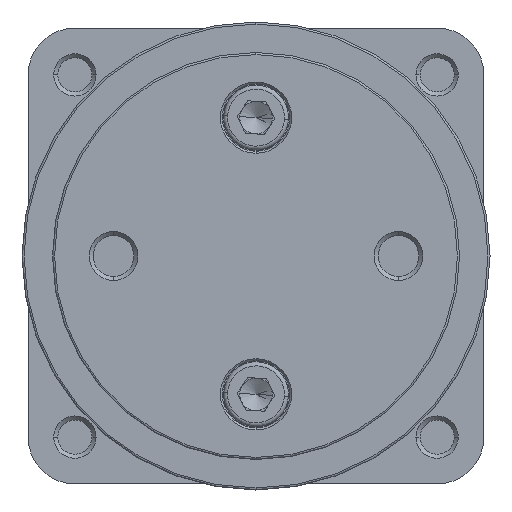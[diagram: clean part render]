
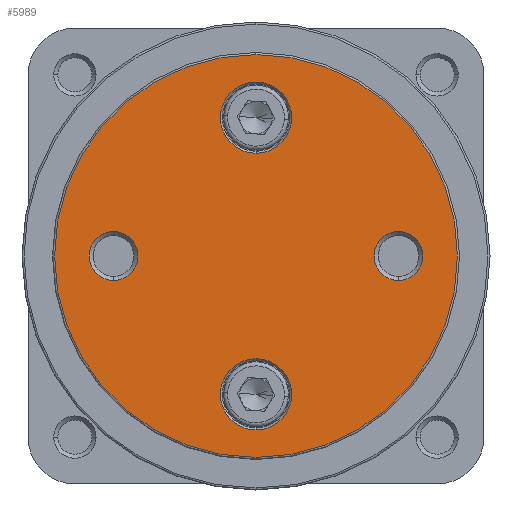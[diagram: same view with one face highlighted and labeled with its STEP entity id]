
A CAD part, left-side view. The second image highlights one B-rep face of the part: STEP entity #5989.
In plain terms, the highlighted planar face has unit normal (-1, 0, 0).
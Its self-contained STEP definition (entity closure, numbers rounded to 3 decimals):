
#649 = VERTEX_POINT ( 'NONE', #1564 ) ;
#650 = VERTEX_POINT ( 'NONE', #1588 ) ;
#655 = VERTEX_POINT ( 'NONE', #1579 ) ;
#656 = VERTEX_POINT ( 'NONE', #1591 ) ;
#730 = ORIENTED_EDGE ( 'NONE', *, *, #6523, .T. ) ;
#731 = ORIENTED_EDGE ( 'NONE', *, *, #6470, .T. ) ;
#735 = ORIENTED_EDGE ( 'NONE', *, *, #6569, .T. ) ;
#736 = ORIENTED_EDGE ( 'NONE', *, *, #6555, .T. ) ;
#751 = ORIENTED_EDGE ( 'NONE', *, *, #6475, .T. ) ;
#754 = ORIENTED_EDGE ( 'NONE', *, *, #6481, .T. ) ;
#755 = ORIENTED_EDGE ( 'NONE', *, *, #6469, .T. ) ;
#757 = ORIENTED_EDGE ( 'NONE', *, *, #6527, .T. ) ;
#774 = ORIENTED_EDGE ( 'NONE', *, *, #6559, .T. ) ;
#781 = ORIENTED_EDGE ( 'NONE', *, *, #6474, .T. ) ;
#1200 = VERTEX_POINT ( 'NONE', #1597 ) ;
#1204 = VERTEX_POINT ( 'NONE', #1599 ) ;
#1229 = VERTEX_POINT ( 'NONE', #1623 ) ;
#1231 = VERTEX_POINT ( 'NONE', #1625 ) ;
#1564 = CARTESIAN_POINT ( 'NONE',  ( 0., -35., 6. ) ) ;
#1579 = CARTESIAN_POINT ( 'NONE',  ( 0., 35., 6. ) ) ;
#1588 = CARTESIAN_POINT ( 'NONE',  ( 0., -35., -6. ) ) ;
#1591 = CARTESIAN_POINT ( 'NONE',  ( 0., 35., -6. ) ) ;
#1597 = CARTESIAN_POINT ( 'NONE',  ( 0., 0., 42.75 ) ) ;
#1599 = CARTESIAN_POINT ( 'NONE',  ( 0., 0., 25.25 ) ) ;
#1623 = CARTESIAN_POINT ( 'NONE',  ( 0., 0., -25.25 ) ) ;
#1625 = CARTESIAN_POINT ( 'NONE',  ( 0., 0., -42.75 ) ) ;
#1942 = CARTESIAN_POINT ( 'NONE',  ( 0., 0., 49.5 ) ) ;
#1947 = CARTESIAN_POINT ( 'NONE',  ( 0., 0., -49.5 ) ) ;
#2013 = CARTESIAN_POINT ( 'NONE',  ( 0., 0., 0. ) ) ;
#2014 = PLANE ( 'NONE',  #6901 ) ;
#2017 = DIRECTION ( 'NONE',  ( 1., 0., 0. ) ) ;
#2018 = DIRECTION ( 'NONE',  ( 0., 0., -1. ) ) ;
#2830 = EDGE_LOOP ( 'NONE', ( #774, #781 ) ) ;
#3066 = EDGE_LOOP ( 'NONE', ( #730, #754 ) ) ;
#3067 = EDGE_LOOP ( 'NONE', ( #757, #751 ) ) ;
#3076 = EDGE_LOOP ( 'NONE', ( #736, #755 ) ) ;
#3077 = EDGE_LOOP ( 'NONE', ( #731, #735 ) ) ;
#3139 = FACE_OUTER_BOUND ( 'NONE', #3077, .T. ) ;
#3142 = FACE_BOUND ( 'NONE', #3067, .T. ) ;
#3149 = FACE_BOUND ( 'NONE', #3076, .T. ) ;
#3151 = FACE_BOUND ( 'NONE', #2830, .T. ) ;
#3153 = FACE_BOUND ( 'NONE', #3066, .T. ) ;
#3958 = VERTEX_POINT ( 'NONE', #1942 ) ;
#4269 = VERTEX_POINT ( 'NONE', #1947 ) ;
#4598 = CARTESIAN_POINT ( 'NONE',  ( 0., 0., -34. ) ) ;
#4599 = DIRECTION ( 'NONE',  ( 1., 0., 0. ) ) ;
#4600 = DIRECTION ( 'NONE',  ( 0., 0., -1. ) ) ;
#4601 = CARTESIAN_POINT ( 'NONE',  ( 0., 0., 0. ) ) ;
#4602 = DIRECTION ( 'NONE',  ( -1., 0., 0. ) ) ;
#4603 = DIRECTION ( 'NONE',  ( 0., 0., -1. ) ) ;
#4613 = CARTESIAN_POINT ( 'NONE',  ( 0., 0., 34. ) ) ;
#4614 = DIRECTION ( 'NONE',  ( 1., 0., 0. ) ) ;
#4615 = DIRECTION ( 'NONE',  ( 0., 0., -1. ) ) ;
#4616 = CARTESIAN_POINT ( 'NONE',  ( 0., 35., 0. ) ) ;
#4617 = DIRECTION ( 'NONE',  ( 1., 0., 0. ) ) ;
#4618 = DIRECTION ( 'NONE',  ( 0., 0., -1. ) ) ;
#4635 = CARTESIAN_POINT ( 'NONE',  ( 0., -35., 0. ) ) ;
#4636 = DIRECTION ( 'NONE',  ( 1., 0., 0. ) ) ;
#4637 = DIRECTION ( 'NONE',  ( 0., 0., -1. ) ) ;
#4733 = CARTESIAN_POINT ( 'NONE',  ( 0., -35., 0. ) ) ;
#4734 = DIRECTION ( 'NONE',  ( 1., 0., 0. ) ) ;
#4735 = DIRECTION ( 'NONE',  ( 0., 0., -1. ) ) ;
#4743 = CARTESIAN_POINT ( 'NONE',  ( 0., 35., 0. ) ) ;
#4744 = DIRECTION ( 'NONE',  ( 1., 0., 0. ) ) ;
#4745 = DIRECTION ( 'NONE',  ( 0., 0., -1. ) ) ;
#4813 = CARTESIAN_POINT ( 'NONE',  ( 0., 0., -34. ) ) ;
#4814 = DIRECTION ( 'NONE',  ( 1., 0., 0. ) ) ;
#4815 = DIRECTION ( 'NONE',  ( 0., 0., -1. ) ) ;
#4824 = CARTESIAN_POINT ( 'NONE',  ( 0., 0., 34. ) ) ;
#4825 = DIRECTION ( 'NONE',  ( 1., 0., 0. ) ) ;
#4826 = DIRECTION ( 'NONE',  ( 0., 0., -1. ) ) ;
#4849 = CARTESIAN_POINT ( 'NONE',  ( 0., 0., 0. ) ) ;
#4856 = DIRECTION ( 'NONE',  ( -1., 0., 0. ) ) ;
#4857 = DIRECTION ( 'NONE',  ( 0., 0., -1. ) ) ;
#5332 = CIRCLE ( 'NONE', #7259, 8.75 ) ;
#5333 = CIRCLE ( 'NONE', #7260, 49.5 ) ;
#5337 = CIRCLE ( 'NONE', #7264, 8.75 ) ;
#5338 = CIRCLE ( 'NONE', #7265, 6. ) ;
#5346 = CIRCLE ( 'NONE', #7271, 6. ) ;
#5414 = CIRCLE ( 'NONE', #7286, 6. ) ;
#5420 = CIRCLE ( 'NONE', #7290, 6. ) ;
#5462 = CIRCLE ( 'NONE', #7304, 8.75 ) ;
#5464 = CIRCLE ( 'NONE', #7306, 8.75 ) ;
#5475 = CIRCLE ( 'NONE', #7316, 49.5 ) ;
#5989 = ADVANCED_FACE ( 'NONE', ( #3139, #3149, #3151, #3153, #3142 ), #2014, .F. ) ;
#6469 = EDGE_CURVE ( 'NONE', #1231, #1229, #5332, .T. ) ;
#6470 = EDGE_CURVE ( 'NONE', #4269, #3958, #5333, .T. ) ;
#6474 = EDGE_CURVE ( 'NONE', #1204, #1200, #5337, .T. ) ;
#6475 = EDGE_CURVE ( 'NONE', #656, #655, #5338, .T. ) ;
#6481 = EDGE_CURVE ( 'NONE', #650, #649, #5346, .T. ) ;
#6523 = EDGE_CURVE ( 'NONE', #649, #650, #5414, .T. ) ;
#6527 = EDGE_CURVE ( 'NONE', #655, #656, #5420, .T. ) ;
#6555 = EDGE_CURVE ( 'NONE', #1229, #1231, #5462, .T. ) ;
#6559 = EDGE_CURVE ( 'NONE', #1200, #1204, #5464, .T. ) ;
#6569 = EDGE_CURVE ( 'NONE', #3958, #4269, #5475, .T. ) ;
#6901 = AXIS2_PLACEMENT_3D ( 'NONE', #2013, #2017, #2018 ) ;
#7259 = AXIS2_PLACEMENT_3D ( 'NONE', #4598, #4599, #4600 ) ;
#7260 = AXIS2_PLACEMENT_3D ( 'NONE', #4601, #4602, #4603 ) ;
#7264 = AXIS2_PLACEMENT_3D ( 'NONE', #4613, #4614, #4615 ) ;
#7265 = AXIS2_PLACEMENT_3D ( 'NONE', #4616, #4617, #4618 ) ;
#7271 = AXIS2_PLACEMENT_3D ( 'NONE', #4635, #4636, #4637 ) ;
#7286 = AXIS2_PLACEMENT_3D ( 'NONE', #4733, #4734, #4735 ) ;
#7290 = AXIS2_PLACEMENT_3D ( 'NONE', #4743, #4744, #4745 ) ;
#7304 = AXIS2_PLACEMENT_3D ( 'NONE', #4813, #4814, #4815 ) ;
#7306 = AXIS2_PLACEMENT_3D ( 'NONE', #4824, #4825, #4826 ) ;
#7316 = AXIS2_PLACEMENT_3D ( 'NONE', #4849, #4856, #4857 ) ;
